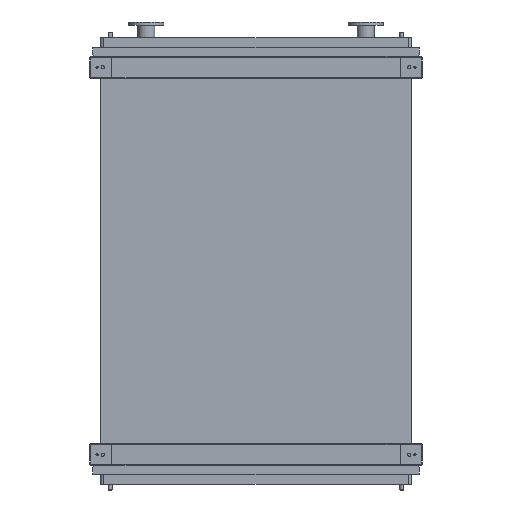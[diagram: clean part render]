
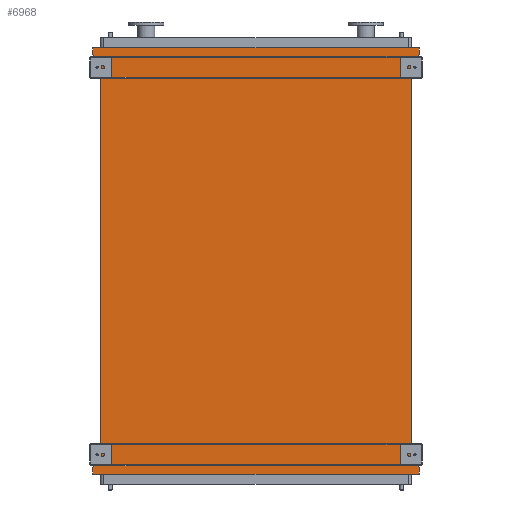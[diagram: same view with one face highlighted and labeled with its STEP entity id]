
A CAD part, front view. The second image highlights one B-rep face of the part: STEP entity #6968.
In plain terms, the highlighted planar face has unit normal (0, -1, 0).
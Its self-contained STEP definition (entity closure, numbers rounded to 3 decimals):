
#128 = CARTESIAN_POINT ( 'NONE',  ( 965., 0., -2450. ) ) ;
#892 = CARTESIAN_POINT ( 'NONE',  ( -1011., 0., 53. ) ) ;
#913 = EDGE_CURVE ( 'NONE', #13893, #23256, #24327, .T. ) ;
#1020 = LINE ( 'NONE', #17756, #15980 ) ;
#1542 = EDGE_CURVE ( 'NONE', #17451, #16481, #10340, .T. ) ;
#2089 = ORIENTED_EDGE ( 'NONE', *, *, #20685, .F. ) ;
#2106 = CARTESIAN_POINT ( 'NONE',  ( 1011., 0., 53. ) ) ;
#2848 = VECTOR ( 'NONE', #17147, 1000. ) ;
#2949 = VECTOR ( 'NONE', #19670, 1000. ) ;
#3329 = ORIENTED_EDGE ( 'NONE', *, *, #17053, .F. ) ;
#3589 = CARTESIAN_POINT ( 'NONE',  ( -965., 0., -2450. ) ) ;
#4232 = CARTESIAN_POINT ( 'NONE',  ( 1011., 0., -2545. ) ) ;
#4825 = VECTOR ( 'NONE', #8436, 1000. ) ;
#5074 = LINE ( 'NONE', #3589, #19948 ) ;
#5238 = CARTESIAN_POINT ( 'NONE',  ( -965., 0., 0. ) ) ;
#5311 = CARTESIAN_POINT ( 'NONE',  ( 1011., 0., -2545. ) ) ;
#5414 = CARTESIAN_POINT ( 'NONE',  ( -965., 0., -2450. ) ) ;
#5446 = CARTESIAN_POINT ( 'NONE',  ( -1011., 0., 53. ) ) ;
#5684 = LINE ( 'NONE', #15753, #14897 ) ;
#6012 = CARTESIAN_POINT ( 'NONE',  ( 965., 0., -2450. ) ) ;
#6058 = EDGE_CURVE ( 'NONE', #13274, #23256, #12726, .T. ) ;
#6164 = EDGE_CURVE ( 'NONE', #6987, #7556, #1020, .T. ) ;
#6475 = AXIS2_PLACEMENT_3D ( 'NONE', #5414, #7255, #20311 ) ;
#6573 = ORIENTED_EDGE ( 'NONE', *, *, #21585, .F. ) ;
#6582 = DIRECTION ( 'NONE',  ( 0., 0., -1. ) ) ;
#6968 = ADVANCED_FACE ( 'NONE', ( #13846 ), #16534, .T. ) ;
#6987 = VERTEX_POINT ( 'NONE', #24000 ) ;
#7228 = VERTEX_POINT ( 'NONE', #9838 ) ;
#7255 = DIRECTION ( 'NONE',  ( 0., -1., 0. ) ) ;
#7447 = VERTEX_POINT ( 'NONE', #14319 ) ;
#7556 = VERTEX_POINT ( 'NONE', #5311 ) ;
#7718 = ORIENTED_EDGE ( 'NONE', *, *, #8643, .F. ) ;
#7853 = DIRECTION ( 'NONE',  ( 0.655, 0., 0.755 ) ) ;
#8436 = DIRECTION ( 'NONE',  ( 0., 0., 1. ) ) ;
#8643 = EDGE_CURVE ( 'NONE', #7556, #23576, #9474, .T. ) ;
#9474 = LINE ( 'NONE', #4232, #13181 ) ;
#9575 = LINE ( 'NONE', #10273, #23836 ) ;
#9746 = ORIENTED_EDGE ( 'NONE', *, *, #11583, .F. ) ;
#9838 = CARTESIAN_POINT ( 'NONE',  ( -965., 0., -2450. ) ) ;
#10273 = CARTESIAN_POINT ( 'NONE',  ( 1011., 0., 95. ) ) ;
#10340 = LINE ( 'NONE', #892, #4825 ) ;
#10908 = ORIENTED_EDGE ( 'NONE', *, *, #1542, .F. ) ;
#11418 = EDGE_CURVE ( 'NONE', #16481, #7447, #11864, .T. ) ;
#11440 = CARTESIAN_POINT ( 'NONE',  ( 1011., 0., 53. ) ) ;
#11464 = ORIENTED_EDGE ( 'NONE', *, *, #21153, .F. ) ;
#11583 = EDGE_CURVE ( 'NONE', #7447, #13893, #9575, .T. ) ;
#11864 = LINE ( 'NONE', #17456, #16863 ) ;
#12052 = DIRECTION ( 'NONE',  ( 0., 0., 1. ) ) ;
#12571 = LINE ( 'NONE', #15204, #16997 ) ;
#12726 = LINE ( 'NONE', #6012, #2848 ) ;
#13181 = VECTOR ( 'NONE', #17258, 1000. ) ;
#13274 = VERTEX_POINT ( 'NONE', #24202 ) ;
#13277 = DIRECTION ( 'NONE',  ( -0.655, 0., -0.755 ) ) ;
#13315 = LINE ( 'NONE', #128, #23273 ) ;
#13846 = FACE_OUTER_BOUND ( 'NONE', #17608, .T. ) ;
#13893 = VERTEX_POINT ( 'NONE', #11440 ) ;
#14061 = ORIENTED_EDGE ( 'NONE', *, *, #913, .F. ) ;
#14319 = CARTESIAN_POINT ( 'NONE',  ( 1011., 0., 95. ) ) ;
#14377 = VECTOR ( 'NONE', #13277, 1000. ) ;
#14606 = CARTESIAN_POINT ( 'NONE',  ( 965., 0., 0. ) ) ;
#14897 = VECTOR ( 'NONE', #12052, 1000. ) ;
#15204 = CARTESIAN_POINT ( 'NONE',  ( -1011., 0., -2503. ) ) ;
#15231 = ORIENTED_EDGE ( 'NONE', *, *, #11418, .F. ) ;
#15347 = CARTESIAN_POINT ( 'NONE',  ( -1011., 0., 95. ) ) ;
#15753 = CARTESIAN_POINT ( 'NONE',  ( -1011., 0., -2545. ) ) ;
#15874 = DIRECTION ( 'NONE',  ( 0., 0., -1. ) ) ;
#15980 = VECTOR ( 'NONE', #6582, 1000. ) ;
#16481 = VERTEX_POINT ( 'NONE', #15347 ) ;
#16534 = PLANE ( 'NONE',  #6475 ) ;
#16629 = DIRECTION ( 'NONE',  ( 0., 0., 1. ) ) ;
#16863 = VECTOR ( 'NONE', #19370, 1000. ) ;
#16997 = VECTOR ( 'NONE', #7853, 1000. ) ;
#17053 = EDGE_CURVE ( 'NONE', #13274, #6987, #13315, .T. ) ;
#17147 = DIRECTION ( 'NONE',  ( 0., 0., 1. ) ) ;
#17258 = DIRECTION ( 'NONE',  ( -1., 0., 0. ) ) ;
#17451 = VERTEX_POINT ( 'NONE', #5446 ) ;
#17456 = CARTESIAN_POINT ( 'NONE',  ( -1011., 0., 95. ) ) ;
#17608 = EDGE_LOOP ( 'NONE', ( #18566, #14061, #9746, #15231, #10908, #6573, #11464, #2089, #21988, #7718, #17657, #3329 ) ) ;
#17657 = ORIENTED_EDGE ( 'NONE', *, *, #6164, .F. ) ;
#17756 = CARTESIAN_POINT ( 'NONE',  ( 1011., 0., -2503. ) ) ;
#17796 = CARTESIAN_POINT ( 'NONE',  ( -965., 0., 0. ) ) ;
#17797 = CARTESIAN_POINT ( 'NONE',  ( -1011., 0., -2503. ) ) ;
#17898 = LINE ( 'NONE', #17796, #2949 ) ;
#18106 = VERTEX_POINT ( 'NONE', #17797 ) ;
#18566 = ORIENTED_EDGE ( 'NONE', *, *, #6058, .T. ) ;
#19363 = CARTESIAN_POINT ( 'NONE',  ( -1011., 0., -2545. ) ) ;
#19370 = DIRECTION ( 'NONE',  ( 1., 0., 0. ) ) ;
#19670 = DIRECTION ( 'NONE',  ( -0.655, 0., 0.755 ) ) ;
#19948 = VECTOR ( 'NONE', #16629, 1000. ) ;
#20311 = DIRECTION ( 'NONE',  ( 0., 0., -1. ) ) ;
#20508 = EDGE_CURVE ( 'NONE', #23576, #18106, #5684, .T. ) ;
#20685 = EDGE_CURVE ( 'NONE', #18106, #7228, #12571, .T. ) ;
#20759 = DIRECTION ( 'NONE',  ( 0.655, 0., -0.755 ) ) ;
#21153 = EDGE_CURVE ( 'NONE', #7228, #21802, #5074, .T. ) ;
#21585 = EDGE_CURVE ( 'NONE', #21802, #17451, #17898, .T. ) ;
#21802 = VERTEX_POINT ( 'NONE', #5238 ) ;
#21988 = ORIENTED_EDGE ( 'NONE', *, *, #20508, .F. ) ;
#23256 = VERTEX_POINT ( 'NONE', #14606 ) ;
#23273 = VECTOR ( 'NONE', #20759, 1000. ) ;
#23576 = VERTEX_POINT ( 'NONE', #19363 ) ;
#23836 = VECTOR ( 'NONE', #15874, 1000. ) ;
#24000 = CARTESIAN_POINT ( 'NONE',  ( 1011., 0., -2503. ) ) ;
#24202 = CARTESIAN_POINT ( 'NONE',  ( 965., 0., -2450. ) ) ;
#24327 = LINE ( 'NONE', #2106, #14377 ) ;
